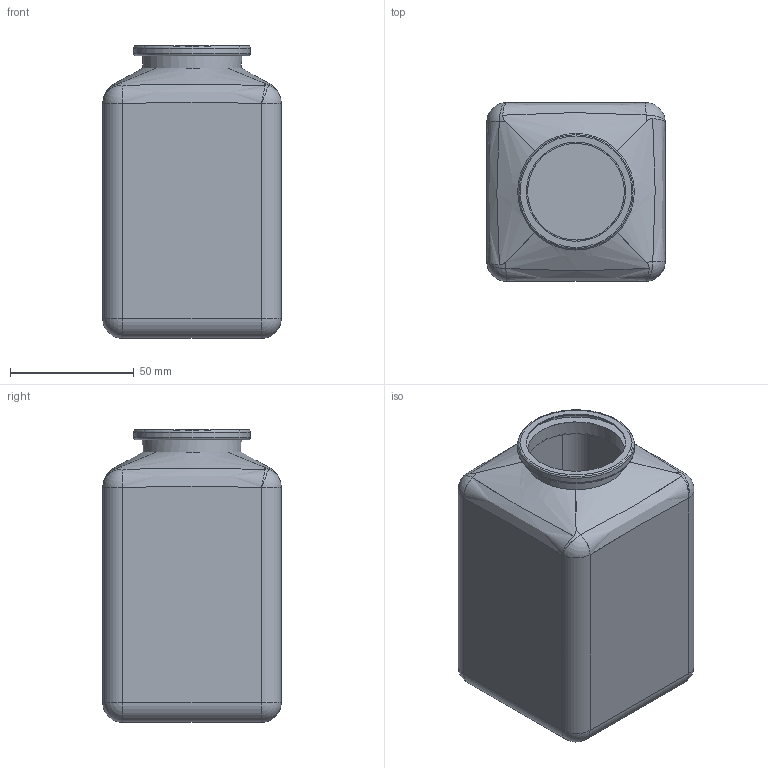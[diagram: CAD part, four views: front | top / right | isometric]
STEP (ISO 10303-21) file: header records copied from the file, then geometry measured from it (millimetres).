
FILE_DESCRIPTION(/* description */ ('STEP AP242','CAx-IF Rec.Pracs.---Representation and Presentation of Product Manufacturing Information (PMI)---4.0---2014-10-13','CAx-IF Rec.Pracs.---3D Tessellated Geometry---0.4---2014-09-14','2;1'),/* implementation_level */ '2;1');
FILE_NAME(/* name */ '65b4f69d4b4eda58d05ab8e4',/* time_stamp */ '2024-01-27T12:27:10Z',/* author */ (''),/* organization */ (''),/* preprocessor_version */ 'ST-DEVELOPER v19.4',/* originating_system */ ' ',/* authorisation */ ' ');
FILE_SCHEMA (('AP242_MANAGED_MODEL_BASED_3D_ENGINEERING_MIM_LF { 1 0 10303 442 1 1 4 }'));
Length unit declared in the file: metre
Products named in the file (1): Part 1
Bounding box: 72 x 72 x 118.1 mm (x, y, z)
Volume: 18611.3 mm3; surface area: 74632.3 mm2
Topology: 1 solids, 1 shells, 77 faces, 171 edges, 84 vertices
Faces by surface type: bspline 24, cylinder 21, sphere 16, plane 14, torus 2
Full cylindrical faces by diameter (mm): 39 x1, 40 x2, 46 x1, 47 x1
Entity records: 2488 total; most frequent: CARTESIAN_POINT 1062, ORIENTED_EDGE 292, DIRECTION 268, EDGE_CURVE 146, AXIS2_PLACEMENT_3D 116, EDGE_LOOP 88, FACE_BOUND 88, VERTEX_POINT 82
